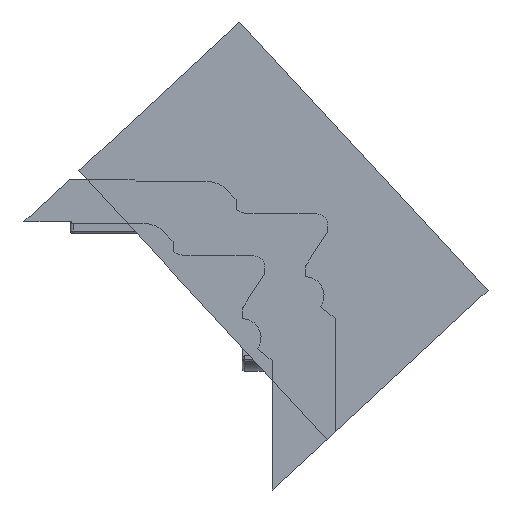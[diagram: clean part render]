
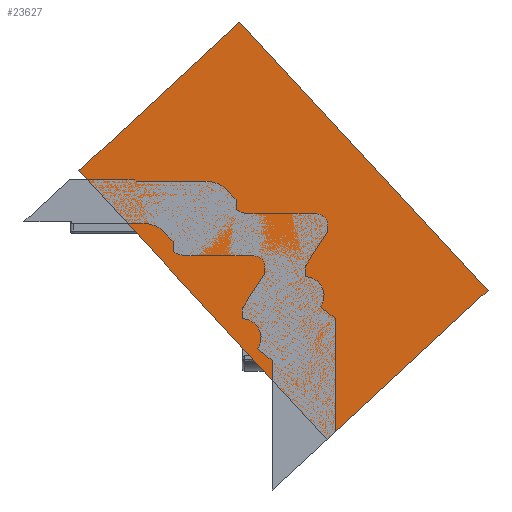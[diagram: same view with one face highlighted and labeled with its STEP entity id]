
A CAD part, left-side view. The second image highlights one B-rep face of the part: STEP entity #23627.
In plain terms, the highlighted planar face has unit normal (-1, 0, 0).
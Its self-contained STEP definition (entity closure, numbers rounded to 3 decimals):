
#160 = EDGE_LOOP ( 'NONE', ( #4895, #5528, #7143, #15384 ) ) ;
#1096 = DIRECTION ( 'NONE',  ( 0., -0.734, 0.679 ) ) ;
#1237 = VERTEX_POINT ( 'NONE', #16129 ) ;
#1636 = CARTESIAN_POINT ( 'NONE',  ( -176.091, 230.106, 86.809 ) ) ;
#1737 = EDGE_CURVE ( 'NONE', #5055, #21173, #14166, .T. ) ;
#4768 = CARTESIAN_POINT ( 'NONE',  ( -176.091, 220.452, 76.371 ) ) ;
#4894 = CARTESIAN_POINT ( 'NONE',  ( -176.091, -256.95, -55.429 ) ) ;
#4895 = ORIENTED_EDGE ( 'NONE', *, *, #8037, .T. ) ;
#5048 = VECTOR ( 'NONE', #22245, 1000. ) ;
#5055 = VERTEX_POINT ( 'NONE', #14627 ) ;
#5528 = ORIENTED_EDGE ( 'NONE', *, *, #1737, .T. ) ;
#6961 = CARTESIAN_POINT ( 'NONE',  ( -176.091, 500295.452, -462415.097 ) ) ;
#7143 = ORIENTED_EDGE ( 'NONE', *, *, #19808, .F. ) ;
#8037 = EDGE_CURVE ( 'NONE', #12647, #5055, #10225, .T. ) ;
#8170 = FACE_OUTER_BOUND ( 'NONE', #160, .T. ) ;
#10225 = LINE ( 'NONE', #4768, #5048 ) ;
#11095 = VECTOR ( 'NONE', #23885, 1000. ) ;
#12647 = VERTEX_POINT ( 'NONE', #1636 ) ;
#12679 = CARTESIAN_POINT ( 'NONE',  ( -176.091, 38.503, 264.019 ) ) ;
#13695 = DIRECTION ( 'NONE',  ( 0., 0., 1. ) ) ;
#14166 = LINE ( 'NONE', #18856, #24623 ) ;
#14299 = CARTESIAN_POINT ( 'NONE',  ( -176.091, 500295.452, -462415.097 ) ) ;
#14627 = CARTESIAN_POINT ( 'NONE',  ( -176.091, -65.346, -232.64 ) ) ;
#14721 = LINE ( 'NONE', #14299, #27266 ) ;
#15384 = ORIENTED_EDGE ( 'NONE', *, *, #25072, .F. ) ;
#15769 = AXIS2_PLACEMENT_3D ( 'NONE', #6961, #27032, #13695 ) ;
#16129 = CARTESIAN_POINT ( 'NONE',  ( -176.091, 38.503, 264.019 ) ) ;
#18856 = CARTESIAN_POINT ( 'NONE',  ( -176.091, 500000., -462734.546 ) ) ;
#19808 = EDGE_CURVE ( 'NONE', #1237, #21173, #22934, .T. ) ;
#21173 = VERTEX_POINT ( 'NONE', #4894 ) ;
#22245 = DIRECTION ( 'NONE',  ( 0., -0.679, -0.734 ) ) ;
#22934 = LINE ( 'NONE', #12679, #11095 ) ;
#23627 = ADVANCED_FACE ( 'NONE', ( #8170 ), #24797, .T. ) ;
#23885 = DIRECTION ( 'NONE',  ( 0., -0.679, -0.734 ) ) ;
#24623 = VECTOR ( 'NONE', #1096, 1000. ) ;
#24797 = PLANE ( 'NONE',  #15769 ) ;
#25072 = EDGE_CURVE ( 'NONE', #12647, #1237, #14721, .T. ) ;
#27032 = DIRECTION ( 'NONE',  ( -1., 0., 0. ) ) ;
#27266 = VECTOR ( 'NONE', #27635, 1000. ) ;
#27635 = DIRECTION ( 'NONE',  ( 0., -0.734, 0.679 ) ) ;
